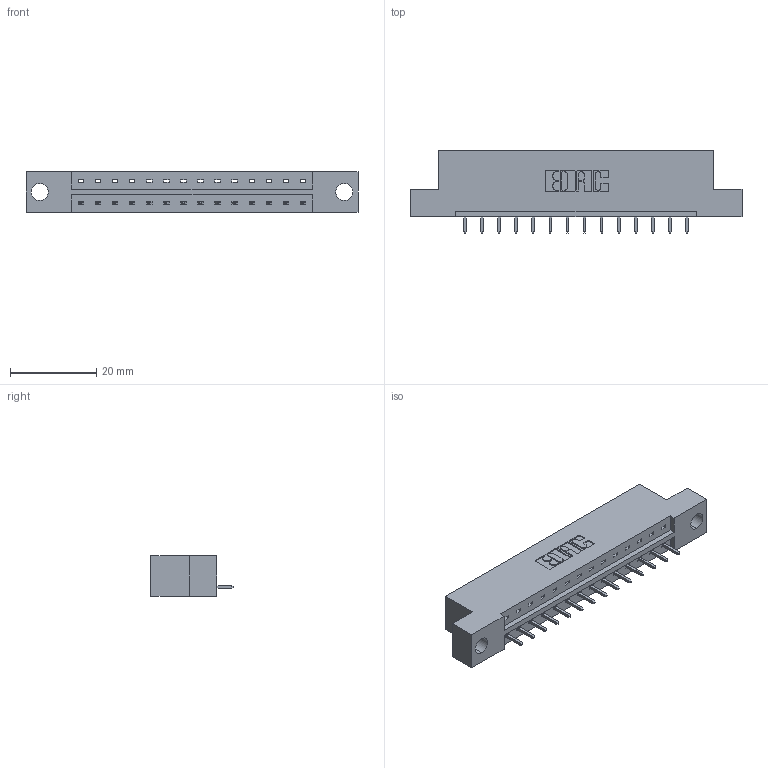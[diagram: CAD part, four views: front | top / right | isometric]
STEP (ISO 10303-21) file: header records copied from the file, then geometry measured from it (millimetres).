
FILE_DESCRIPTION (( 'STEP AP203' ), '1' );
FILE_NAME ('833-014-521-104.STEP', '2020-05-31T01:12:48', ( '' ), ( '' ), 'SwSTEP 2.0', 'SolidWorks 2020', '' );
FILE_SCHEMA (( 'CONFIG_CONTROL_DESIGN' ));
Length unit declared in the file: inch
Products named in the file (3): 833 Part_Flush - .156 Dia - TH; 345-292-001_345-293-121; 833-014-521-104
Assembly tree (15 placements, depth 2):
  833-014-521-104
    833 Part_Flush - .156 Dia - TH
    345-292-001_345-293-121  x14
Bounding box: 77.01 x 19.06 x 9.4 mm (x, y, z)
Volume: 7381.2 mm3; surface area: 7433.2 mm2
Topology: 15 solids, 15 shells, 926 faces, 2775 edges, 1830 vertices
Faces by surface type: plane 658, cylinder 268
Entity records: 12201 total; most frequent: CARTESIAN_POINT 2116, ORIENTED_EDGE 2066, DIRECTION 1841, EDGE_CURVE 1033, LINE 905, VECTOR 905, VERTEX_POINT 686, AXIS2_PLACEMENT_3D 468
